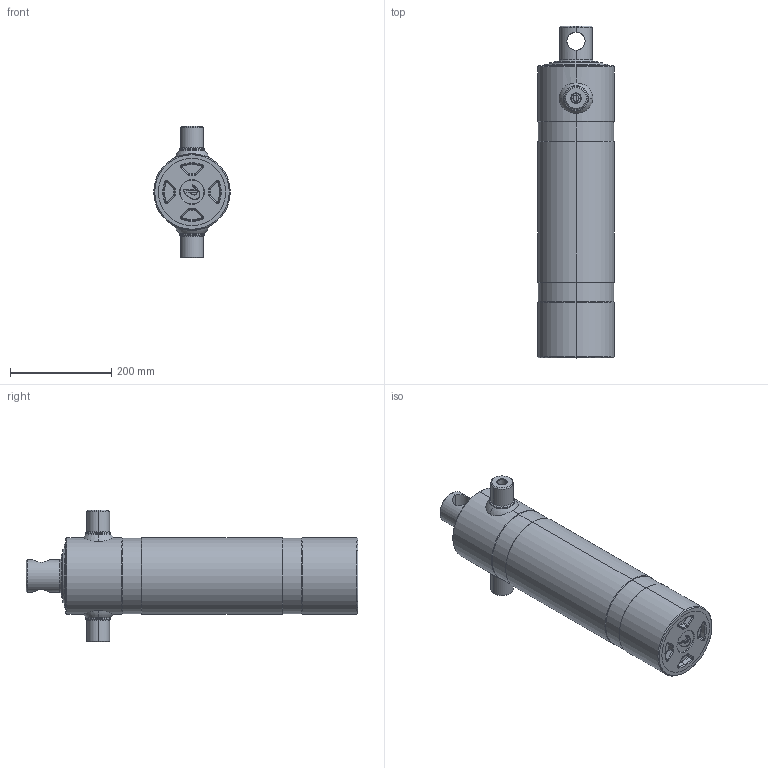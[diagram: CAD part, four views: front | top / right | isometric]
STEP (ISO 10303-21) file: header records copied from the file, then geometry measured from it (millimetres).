
FILE_DESCRIPTION (( 'STEP AP203' ), '1' );
FILE_NAME ('421.H.STEP', '2014-10-15T08:09:37', ( '' ), ( '' ), 'SwSTEP 2.0', 'SolidWorks 2013', '' );
FILE_SCHEMA (( 'CONFIG_CONTROL_DESIGN' ));
Length unit declared in the file: millimetre
Products named in the file (1): 421.H
Bounding box: 151.5 x 657 x 260.5 mm (x, y, z)
Surface area: 1005605.4 mm2 (no closed solid volume)
Topology: 0 solids, 14 shells, 260 faces, 660 edges, 405 vertices
Faces by surface type: cylinder 83, torus 72, cone 70, plane 27, bspline 8
Entity records: 9789 total; most frequent: CARTESIAN_POINT 3407, DIRECTION 1495, ORIENTED_EDGE 1167, EDGE_CURVE 659, AXIS2_PLACEMENT_3D 640, VERTEX_POINT 405, CIRCLE 387, EDGE_LOOP 272
